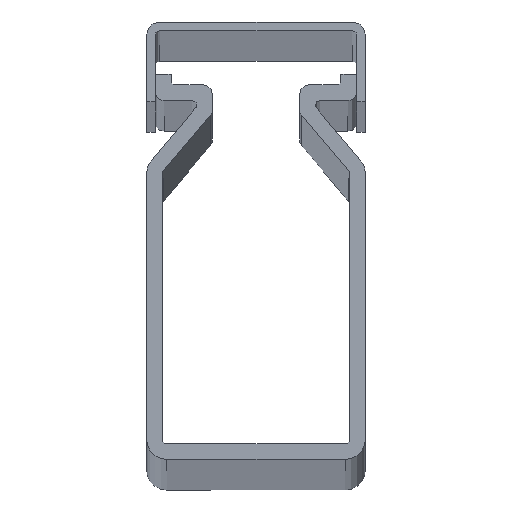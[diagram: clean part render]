
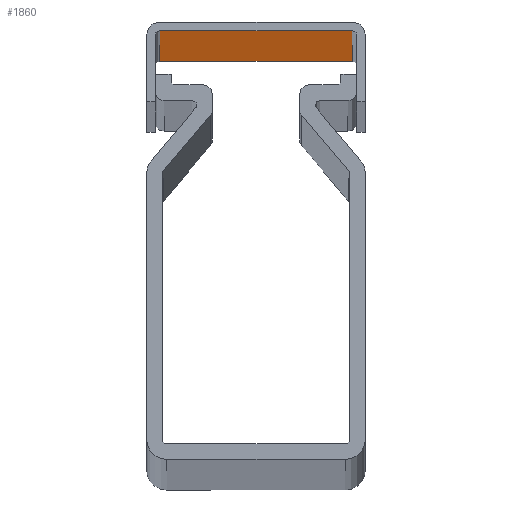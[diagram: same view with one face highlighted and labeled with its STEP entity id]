
A CAD part, top view. The second image highlights one B-rep face of the part: STEP entity #1860.
In plain terms, the highlighted face is planar.
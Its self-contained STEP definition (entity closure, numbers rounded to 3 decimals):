
#12 = DIRECTION ( 'NONE',  ( 0., 0., -1. ) ) ;
#67 = VECTOR ( 'NONE', #472, 1000. ) ;
#153 = ORIENTED_EDGE ( 'NONE', *, *, #2141, .T. ) ;
#372 = VECTOR ( 'NONE', #1336, 1000. ) ;
#453 = CARTESIAN_POINT ( 'NONE',  ( 0., -10.5, 74.066 ) ) ;
#472 = DIRECTION ( 'NONE',  ( -1., 0., 0. ) ) ;
#499 = EDGE_CURVE ( 'NONE', #1582, #2581, #1015, .T. ) ;
#764 = VERTEX_POINT ( 'NONE', #453 ) ;
#771 = CARTESIAN_POINT ( 'NONE',  ( 500., -10.5, 74.066 ) ) ;
#782 = LINE ( 'NONE', #1806, #2710 ) ;
#817 = AXIS2_PLACEMENT_3D ( 'NONE', #1708, #12, #1915 ) ;
#1015 = LINE ( 'NONE', #1095, #1501 ) ;
#1095 = CARTESIAN_POINT ( 'NONE',  ( 1999.997, -10.5, 74.066 ) ) ;
#1171 = ORIENTED_EDGE ( 'NONE', *, *, #1607, .T. ) ;
#1179 = PLANE ( 'NONE',  #817 ) ;
#1198 = ORIENTED_EDGE ( 'NONE', *, *, #499, .F. ) ;
#1266 = CARTESIAN_POINT ( 'NONE',  ( 0., -7.978, 74.066 ) ) ;
#1292 = CARTESIAN_POINT ( 'NONE',  ( 1999.997, 11.5, 74.066 ) ) ;
#1336 = DIRECTION ( 'NONE',  ( 0., -1., 0. ) ) ;
#1386 = ORIENTED_EDGE ( 'NONE', *, *, #2065, .F. ) ;
#1420 = DIRECTION ( 'NONE',  ( 1., 0., 0. ) ) ;
#1501 = VECTOR ( 'NONE', #2231, 1000. ) ;
#1582 = VERTEX_POINT ( 'NONE', #1741 ) ;
#1607 = EDGE_CURVE ( 'NONE', #2081, #2581, #782, .T. ) ;
#1622 = LINE ( 'NONE', #1266, #372 ) ;
#1708 = CARTESIAN_POINT ( 'NONE',  ( 500., -10.5, 74.066 ) ) ;
#1741 = CARTESIAN_POINT ( 'NONE',  ( 1999.997, -10.5, 74.066 ) ) ;
#1806 = CARTESIAN_POINT ( 'NONE',  ( 500., 11.5, 74.066 ) ) ;
#1860 = ADVANCED_FACE ( 'NONE', ( #2665 ), #1179, .T. ) ;
#1915 = DIRECTION ( 'NONE',  ( -1., 0., 0. ) ) ;
#2065 = EDGE_CURVE ( 'NONE', #2081, #764, #1622, .T. ) ;
#2081 = VERTEX_POINT ( 'NONE', #2314 ) ;
#2141 = EDGE_CURVE ( 'NONE', #1582, #764, #2412, .T. ) ;
#2231 = DIRECTION ( 'NONE',  ( 0., 1., 0. ) ) ;
#2301 = EDGE_LOOP ( 'NONE', ( #1171, #1198, #153, #1386 ) ) ;
#2314 = CARTESIAN_POINT ( 'NONE',  ( 0., 11.5, 74.066 ) ) ;
#2412 = LINE ( 'NONE', #771, #67 ) ;
#2581 = VERTEX_POINT ( 'NONE', #1292 ) ;
#2665 = FACE_OUTER_BOUND ( 'NONE', #2301, .T. ) ;
#2710 = VECTOR ( 'NONE', #1420, 1000. ) ;
